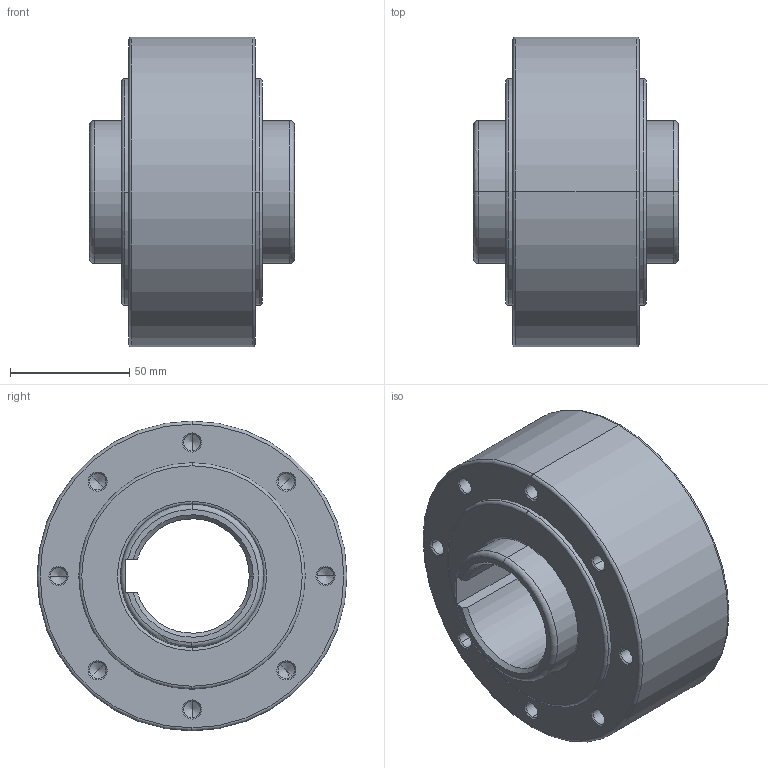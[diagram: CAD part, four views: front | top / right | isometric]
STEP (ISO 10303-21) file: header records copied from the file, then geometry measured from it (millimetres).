
FILE_DESCRIPTION(('STEP AP214'),'1');
FILE_NAME('gl45_48.stp','2019-09-14T10:26:29',('TraceParts'),('TraceParts S.A.'),'Spatial InterOp 3D',' ',' ');
FILE_SCHEMA(('AUTOMOTIVE_DESIGN { 1 0 10303 214 1 1 1 1 }'));
Length unit declared in the file: millimetre
Products named in the file (1): gl45_48
Bounding box: 86 x 130 x 130 mm (x, y, z)
Volume: 648347.9 mm3; surface area: 75683 mm2
Topology: 1 solids, 5 shells, 239 faces, 551 edges, 320 vertices
Faces by surface type: cone 100, cylinder 84, plane 31, torus 24
Entity records: 6736 total; most frequent: DIRECTION 1303, CARTESIAN_POINT 1231, ORIENTED_EDGE 1038, AXIS2_PLACEMENT_3D 556, EDGE_CURVE 519, VERTEX_POINT 320, CIRCLE 316, EDGE_LOOP 279
